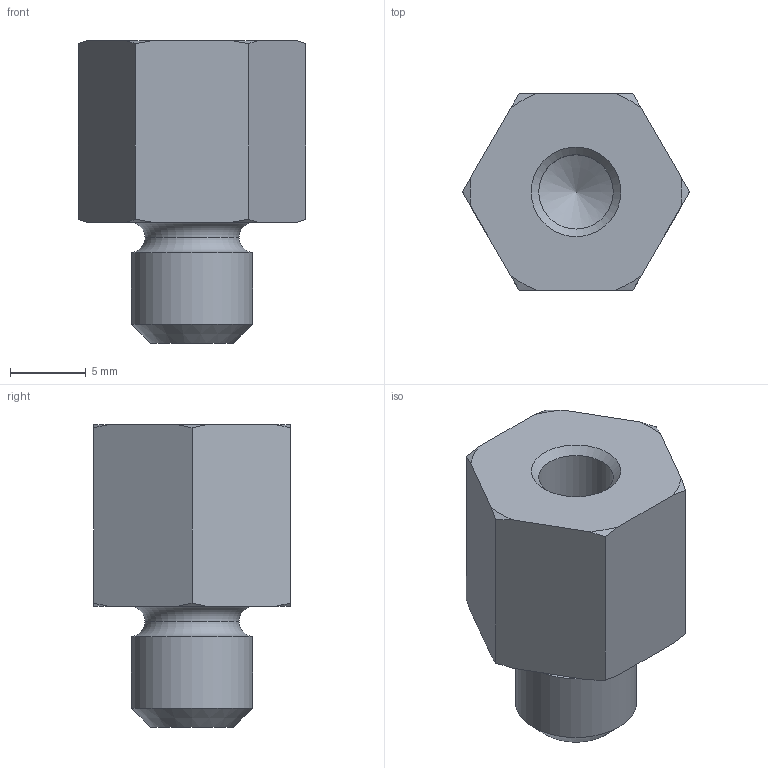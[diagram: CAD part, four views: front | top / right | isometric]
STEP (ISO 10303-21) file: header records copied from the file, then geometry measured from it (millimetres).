
FILE_DESCRIPTION((''),'2;1');
FILE_NAME('113506.stp','2010-10-06T08:54:28',('DMK009'),(''),'Autodesk Inventor 2011','Autodesk Inventor 2011','');
FILE_SCHEMA(('AUTOMOTIVE_DESIGN { 1 0 10303 214 1 1 1 1 }'));
Length unit declared in the file: millimetre
Products named in the file (1): Reduzierstücke
Bounding box: 15.01 x 13 x 20 mm (x, y, z)
Volume: 1964.8 mm3; surface area: 1131.8 mm2
Topology: 1 solids, 1 shells, 29 faces, 73 edges, 47 vertices
Faces by surface type: cone 15, plane 9, cylinder 3, torus 2
Full cylindrical faces by diameter (mm): 4.917 x1, 6.2 x1, 8 x1
Entity records: 812 total; most frequent: CARTESIAN_POINT 186, ORIENTED_EDGE 126, DIRECTION 120, EDGE_CURVE 63, AXIS2_PLACEMENT_3D 51, VERTEX_POINT 45, EDGE_LOOP 38, FACE_OUTER_BOUND 29
